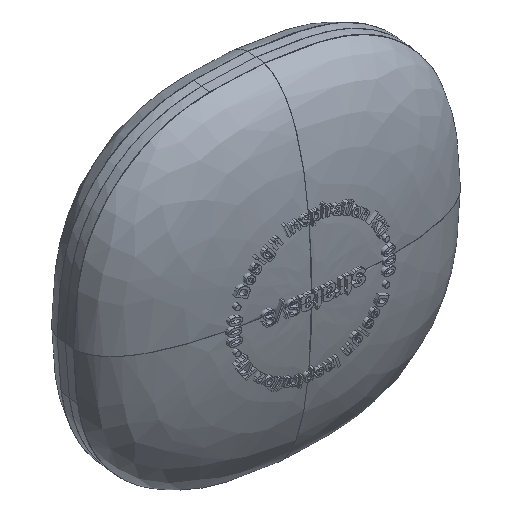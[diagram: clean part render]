
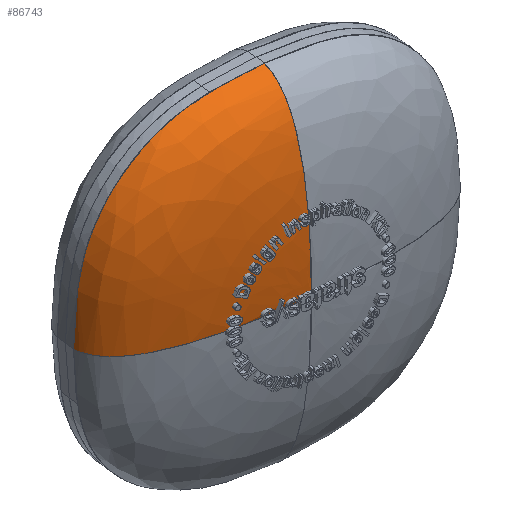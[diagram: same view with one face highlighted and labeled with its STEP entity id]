
A CAD part, isometric view. The second image highlights one B-rep face of the part: STEP entity #86743.
In plain terms, the highlighted free-form (B-spline) face has degree [3, 3] with [5, 12] control points.
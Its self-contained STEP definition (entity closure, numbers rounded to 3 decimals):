
#86743 = ADVANCED_FACE('',(#86744),#86811,.T.);
#86744 = FACE_BOUND('',#86745,.T.);
#86745 = EDGE_LOOP('',(#86746,#86783,#86793,#86803));
#86746 = ORIENTED_EDGE('',*,*,#86747,.T.);
#86747 = EDGE_CURVE('',#86748,#86750,#86752,.T.);
#86748 = VERTEX_POINT('',#86749);
#86749 = CARTESIAN_POINT('',(-28.629,-32.533,
    7.778));
#86750 = VERTEX_POINT('',#86751);
#86751 = CARTESIAN_POINT('',(-2.12,-35.577,
    27.247));
#86752 = B_SPLINE_CURVE_WITH_KNOTS('',5,(#86753,#86754,#86755,#86756,
    #86757,#86758,#86759,#86760,#86761,#86762,#86763,#86764,#86765,
    #86766,#86767,#86768,#86769,#86770,#86771,#86772,#86773,#86774,
    #86775,#86776,#86777,#86778,#86779,#86780,#86781,#86782),
  .UNSPECIFIED.,.F.,.F.,(6,3,3,3,3,3,3,3,3,6),(0.,2.741,
    7.918,10.52,15.772,23.586,28.775,
    31.988,34.745,43.186),.UNSPECIFIED.);
#86753 = CARTESIAN_POINT('',(-28.629,-32.533,
    7.778));
#86754 = CARTESIAN_POINT('',(-28.562,-32.54,
    8.234));
#86755 = CARTESIAN_POINT('',(-28.491,-32.549,
    8.688));
#86756 = CARTESIAN_POINT('',(-28.414,-32.557,
    9.131));
#86757 = CARTESIAN_POINT('',(-28.165,-32.586,
    10.443));
#86758 = CARTESIAN_POINT('',(-27.833,-32.624,
    11.739));
#86759 = CARTESIAN_POINT('',(-27.568,-32.655,
    12.581));
#86760 = CARTESIAN_POINT('',(-27.106,-32.708,
    13.818));
#86761 = CARTESIAN_POINT('',(-26.542,-32.772,
    15.016));
#86762 = CARTESIAN_POINT('',(-26.342,-32.795,
    15.412));
#86763 = CARTESIAN_POINT('',(-25.705,-32.869,
    16.591));
#86764 = CARTESIAN_POINT('',(-24.973,-32.953,
    17.719));
#86765 = CARTESIAN_POINT('',(-24.445,-33.013,
    18.448));
#86766 = CARTESIAN_POINT('',(-23.038,-33.175,
    20.191));
#86767 = CARTESIAN_POINT('',(-21.413,-33.362,
    21.738));
#86768 = CARTESIAN_POINT('',(-20.356,-33.483,
    22.59));
#86769 = CARTESIAN_POINT('',(-18.523,-33.693,
    23.851));
#86770 = CARTESIAN_POINT('',(-16.554,-33.92,
    24.847));
#86771 = CARTESIAN_POINT('',(-15.747,-34.012,
    25.198));
#86772 = CARTESIAN_POINT('',(-14.418,-34.165,
    25.69));
#86773 = CARTESIAN_POINT('',(-13.057,-34.321,
    26.067));
#86774 = CARTESIAN_POINT('',(-12.536,-34.381,
    26.194));
#86775 = CARTESIAN_POINT('',(-11.556,-34.494,
    26.405));
#86776 = CARTESIAN_POINT('',(-10.569,-34.607,
    26.576));
#86777 = CARTESIAN_POINT('',(-10.111,-34.66,
    26.647));
#86778 = CARTESIAN_POINT('',(-8.251,-34.873,
    26.919));
#86779 = CARTESIAN_POINT('',(-6.376,-35.089,
    27.106));
#86780 = CARTESIAN_POINT('',(-4.959,-35.251,
    27.2));
#86781 = CARTESIAN_POINT('',(-3.539,-35.414,
    27.247));
#86782 = CARTESIAN_POINT('',(-2.12,-35.577,
    27.247));
#86783 = ORIENTED_EDGE('',*,*,#86784,.T.);
#86784 = EDGE_CURVE('',#86750,#86785,#86787,.T.);
#86785 = VERTEX_POINT('',#86786);
#86786 = CARTESIAN_POINT('',(-3.096,-44.08,0.));
#86787 = B_SPLINE_CURVE_WITH_KNOTS('',3,(#86788,#86789,#86790,#86791,
    #86792),.UNSPECIFIED.,.F.,.F.,(4,1,4),(0.,16.307,32.613),
  .UNSPECIFIED.);
#86788 = CARTESIAN_POINT('',(-2.12,-35.577,
    27.247));
#86789 = CARTESIAN_POINT('',(-2.522,-39.077,
    26.574));
#86790 = CARTESIAN_POINT('',(-3.01,-43.328,
    18.656));
#86791 = CARTESIAN_POINT('',(-3.096,-44.08,
    5.705));
#86792 = CARTESIAN_POINT('',(-3.096,-44.08,0.));
#86793 = ORIENTED_EDGE('',*,*,#86794,.T.);
#86794 = EDGE_CURVE('',#86785,#86795,#86797,.T.);
#86795 = VERTEX_POINT('',#86796);
#86796 = CARTESIAN_POINT('',(-29.189,-32.468,0.));
#86797 = B_SPLINE_CURVE_WITH_KNOTS('',3,(#86798,#86799,#86800,#86801,
    #86802),.UNSPECIFIED.,.F.,.F.,(4,1,4),(0.,16.307,32.613),
  .UNSPECIFIED.);
#86798 = CARTESIAN_POINT('',(-3.096,-44.08,0.));
#86799 = CARTESIAN_POINT('',(-8.765,-43.428,0.));
#86800 = CARTESIAN_POINT('',(-21.545,-41.199,0.));
#86801 = CARTESIAN_POINT('',(-28.923,-36.045,0.));
#86802 = CARTESIAN_POINT('',(-29.189,-32.468,0.));
#86803 = ORIENTED_EDGE('',*,*,#86804,.T.);
#86804 = EDGE_CURVE('',#86795,#86748,#86805,.T.);
#86805 = B_SPLINE_CURVE_WITH_KNOTS('',3,(#86806,#86807,#86808,#86809,
    #86810),.UNSPECIFIED.,.F.,.F.,(4,1,4),(0.,4.68,4.681),
  .UNSPECIFIED.);
#86806 = CARTESIAN_POINT('',(-29.189,-32.468,0.));
#86807 = CARTESIAN_POINT('',(-29.189,-32.468,
    2.603));
#86808 = CARTESIAN_POINT('',(-29.004,-32.49,
    5.208));
#86809 = CARTESIAN_POINT('',(-28.629,-32.533,
    7.777));
#86810 = CARTESIAN_POINT('',(-28.629,-32.533,
    7.778));
#86811 = B_SPLINE_SURFACE_WITH_KNOTS('',3,3,(
    (#86812,#86813,#86814,#86815,#86816,#86817,#86818,#86819,#86820
      ,#86821,#86822,#86823)
    ,(#86824,#86825,#86826,#86827,#86828,#86829,#86830,#86831,#86832
      ,#86833,#86834,#86835)
    ,(#86836,#86837,#86838,#86839,#86840,#86841,#86842,#86843,#86844
      ,#86845,#86846,#86847)
    ,(#86848,#86849,#86850,#86851,#86852,#86853,#86854,#86855,#86856
      ,#86857,#86858,#86859)
    ,(#86860,#86861,#86862,#86863,#86864,#86865,#86866,#86867,#86868
      ,#86869,#86870,#86871
    )),.UNSPECIFIED.,.F.,.F.,.F.,(4,1,4),(4,1,1,1,1,1,1,1,1,4),(0.,
    16.307,32.613),(0.,4.629,6.721,8.814,
    12.998,13.002,17.183,19.276,21.368,
    26.048),.UNSPECIFIED.);
#86812 = CARTESIAN_POINT('',(-2.12,-35.577,
    27.247));
#86813 = CARTESIAN_POINT('',(-4.706,-35.28,
    27.247));
#86814 = CARTESIAN_POINT('',(-8.477,-34.847,
    26.976));
#86815 = CARTESIAN_POINT('',(-13.273,-34.296,
    26.097));
#86816 = CARTESIAN_POINT('',(-17.704,-33.788,
    24.523));
#86817 = CARTESIAN_POINT('',(-20.805,-33.431,
    22.348));
#86818 = CARTESIAN_POINT('',(-24.315,-33.028,
    18.809));
#86819 = CARTESIAN_POINT('',(-26.48,-32.78,
    15.677));
#86820 = CARTESIAN_POINT('',(-28.05,-32.599,
    11.205));
#86821 = CARTESIAN_POINT('',(-28.921,-32.499,
    6.372));
#86822 = CARTESIAN_POINT('',(-29.189,-32.468,
    2.603));
#86823 = CARTESIAN_POINT('',(-29.189,-32.468,0.));
#86824 = CARTESIAN_POINT('',(-2.522,-39.077,
    26.574));
#86825 = CARTESIAN_POINT('',(-4.921,-38.801,
    26.574));
#86826 = CARTESIAN_POINT('',(-8.419,-38.397,
    26.336));
#86827 = CARTESIAN_POINT('',(-13.161,-37.856,
    25.536));
#86828 = CARTESIAN_POINT('',(-17.601,-37.349,
    24.042));
#86829 = CARTESIAN_POINT('',(-20.732,-36.986,
    21.875));
#86830 = CARTESIAN_POINT('',(-24.248,-36.582,
    18.331));
#86831 = CARTESIAN_POINT('',(-26.404,-36.338,
    15.169));
#86832 = CARTESIAN_POINT('',(-27.896,-36.164,
    10.687));
#86833 = CARTESIAN_POINT('',(-28.687,-36.069,
    5.908));
#86834 = CARTESIAN_POINT('',(-28.923,-36.045,
    2.281));
#86835 = CARTESIAN_POINT('',(-28.923,-36.045,0.));
#86836 = CARTESIAN_POINT('',(-3.01,-43.328,
    18.656));
#86837 = CARTESIAN_POINT('',(-4.863,-43.115,
    18.656));
#86838 = CARTESIAN_POINT('',(-7.361,-42.826,
    18.411));
#86839 = CARTESIAN_POINT('',(-10.607,-42.457,
    17.674));
#86840 = CARTESIAN_POINT('',(-13.567,-42.12,
    16.518));
#86841 = CARTESIAN_POINT('',(-15.598,-41.882,
    15.025));
#86842 = CARTESIAN_POINT('',(-17.933,-41.614,
    12.672));
#86843 = CARTESIAN_POINT('',(-19.417,-41.448,
    10.624));
#86844 = CARTESIAN_POINT('',(-20.569,-41.312,
    7.642));
#86845 = CARTESIAN_POINT('',(-21.3,-41.224,
    4.373));
#86846 = CARTESIAN_POINT('',(-21.545,-41.199,
    1.77));
#86847 = CARTESIAN_POINT('',(-21.545,-41.199,0.));
#86848 = CARTESIAN_POINT('',(-3.096,-44.08,
    5.705));
#86849 = CARTESIAN_POINT('',(-3.678,-44.013,
    5.705));
#86850 = CARTESIAN_POINT('',(-4.473,-43.921,
    5.584));
#86851 = CARTESIAN_POINT('',(-5.411,-43.814,
    5.233));
#86852 = CARTESIAN_POINT('',(-6.237,-43.719,
    4.795));
#86853 = CARTESIAN_POINT('',(-6.78,-43.656,
    4.361));
#86854 = CARTESIAN_POINT('',(-7.428,-43.582,
    3.709));
#86855 = CARTESIAN_POINT('',(-7.859,-43.533,
    3.165));
#86856 = CARTESIAN_POINT('',(-8.293,-43.483,
    2.338));
#86857 = CARTESIAN_POINT('',(-8.644,-43.442,
    1.393));
#86858 = CARTESIAN_POINT('',(-8.765,-43.428,
    0.59));
#86859 = CARTESIAN_POINT('',(-8.765,-43.428,0.));
#86860 = CARTESIAN_POINT('',(-3.096,-44.08,0.));
#86861 = CARTESIAN_POINT('',(-3.096,-44.08,0.));
#86862 = CARTESIAN_POINT('',(-3.096,-44.08,0.));
#86863 = CARTESIAN_POINT('',(-3.096,-44.08,0.));
#86864 = CARTESIAN_POINT('',(-3.096,-44.08,0.));
#86865 = CARTESIAN_POINT('',(-3.096,-44.08,0.));
#86866 = CARTESIAN_POINT('',(-3.096,-44.08,0.));
#86867 = CARTESIAN_POINT('',(-3.096,-44.08,0.));
#86868 = CARTESIAN_POINT('',(-3.096,-44.08,0.));
#86869 = CARTESIAN_POINT('',(-3.096,-44.08,0.));
#86870 = CARTESIAN_POINT('',(-3.096,-44.08,0.));
#86871 = CARTESIAN_POINT('',(-3.096,-44.08,0.));
